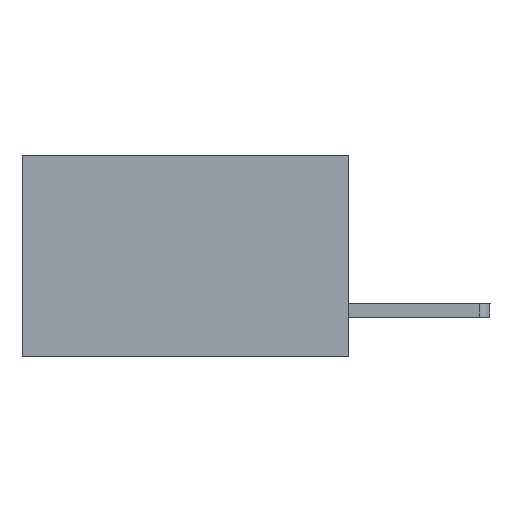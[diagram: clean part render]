
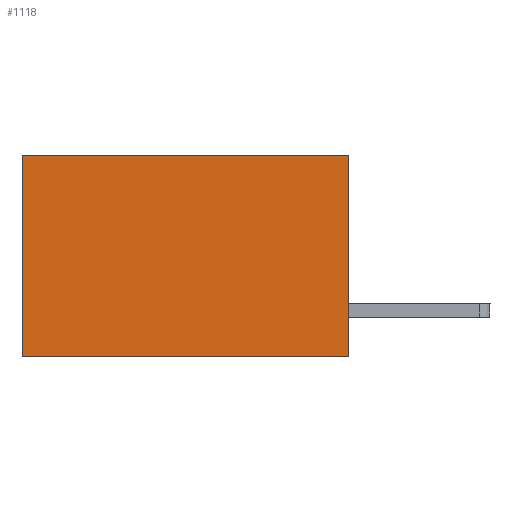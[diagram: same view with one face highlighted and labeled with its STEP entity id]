
A CAD part, left-side view. The second image highlights one B-rep face of the part: STEP entity #1118.
In plain terms, the highlighted planar face has unit normal (-1, 0, 0).
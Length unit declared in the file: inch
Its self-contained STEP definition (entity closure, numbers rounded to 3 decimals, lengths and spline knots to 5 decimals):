
#135 = VECTOR ( 'NONE', #7353, 39.37008 ) ;
#141 = AXIS2_PLACEMENT_3D ( 'NONE', #5281, #898, #10474 ) ;
#898 = DIRECTION ( 'NONE',  ( 1., 0., 0. ) ) ;
#1051 = EDGE_LOOP ( 'NONE', ( #8883, #4130, #7227, #3619 ) ) ;
#1118 = ADVANCED_FACE ( 'NONE', ( #10738 ), #4466, .F. ) ;
#1162 = VECTOR ( 'NONE', #1325, 39.37008 ) ;
#1325 = DIRECTION ( 'NONE',  ( 0., 0., -1. ) ) ;
#1780 = LINE ( 'NONE', #7401, #135 ) ;
#2837 = CARTESIAN_POINT ( 'NONE',  ( 0.298, 0.6, 0. ) ) ;
#2941 = LINE ( 'NONE', #2837, #8639 ) ;
#3599 = VERTEX_POINT ( 'NONE', #6189 ) ;
#3619 = ORIENTED_EDGE ( 'NONE', *, *, #9243, .T. ) ;
#4130 = ORIENTED_EDGE ( 'NONE', *, *, #7665, .F. ) ;
#4466 = PLANE ( 'NONE',  #141 ) ;
#4545 = LINE ( 'NONE', #5575, #1162 ) ;
#5068 = VECTOR ( 'NONE', #9873, 39.37008 ) ;
#5075 = CARTESIAN_POINT ( 'NONE',  ( 0.298, 0.6, -0.37 ) ) ;
#5084 = VERTEX_POINT ( 'NONE', #5075 ) ;
#5281 = CARTESIAN_POINT ( 'NONE',  ( 0.298, 0., 0. ) ) ;
#5322 = VERTEX_POINT ( 'NONE', #6945 ) ;
#5575 = CARTESIAN_POINT ( 'NONE',  ( 0.298, 0., 0. ) ) ;
#5929 = CARTESIAN_POINT ( 'NONE',  ( 0.298, 0., 0. ) ) ;
#6189 = CARTESIAN_POINT ( 'NONE',  ( 0.298, 0.6, 0. ) ) ;
#6418 = LINE ( 'NONE', #9954, #5068 ) ;
#6871 = EDGE_CURVE ( 'NONE', #8841, #5322, #4545, .T. ) ;
#6945 = CARTESIAN_POINT ( 'NONE',  ( 0.298, 0., -0.37 ) ) ;
#7227 = ORIENTED_EDGE ( 'NONE', *, *, #6871, .F. ) ;
#7353 = DIRECTION ( 'NONE',  ( 0., 1., 0. ) ) ;
#7401 = CARTESIAN_POINT ( 'NONE',  ( 0.298, 0., 0. ) ) ;
#7665 = EDGE_CURVE ( 'NONE', #5322, #5084, #6418, .T. ) ;
#8639 = VECTOR ( 'NONE', #9698, 39.37008 ) ;
#8841 = VERTEX_POINT ( 'NONE', #5929 ) ;
#8883 = ORIENTED_EDGE ( 'NONE', *, *, #10813, .T. ) ;
#9243 = EDGE_CURVE ( 'NONE', #8841, #3599, #1780, .T. ) ;
#9698 = DIRECTION ( 'NONE',  ( 0., 0., -1. ) ) ;
#9873 = DIRECTION ( 'NONE',  ( 0., 1., 0. ) ) ;
#9954 = CARTESIAN_POINT ( 'NONE',  ( 0.298, 0., -0.37 ) ) ;
#10474 = DIRECTION ( 'NONE',  ( 0., 0., -1. ) ) ;
#10738 = FACE_OUTER_BOUND ( 'NONE', #1051, .T. ) ;
#10813 = EDGE_CURVE ( 'NONE', #3599, #5084, #2941, .T. ) ;
